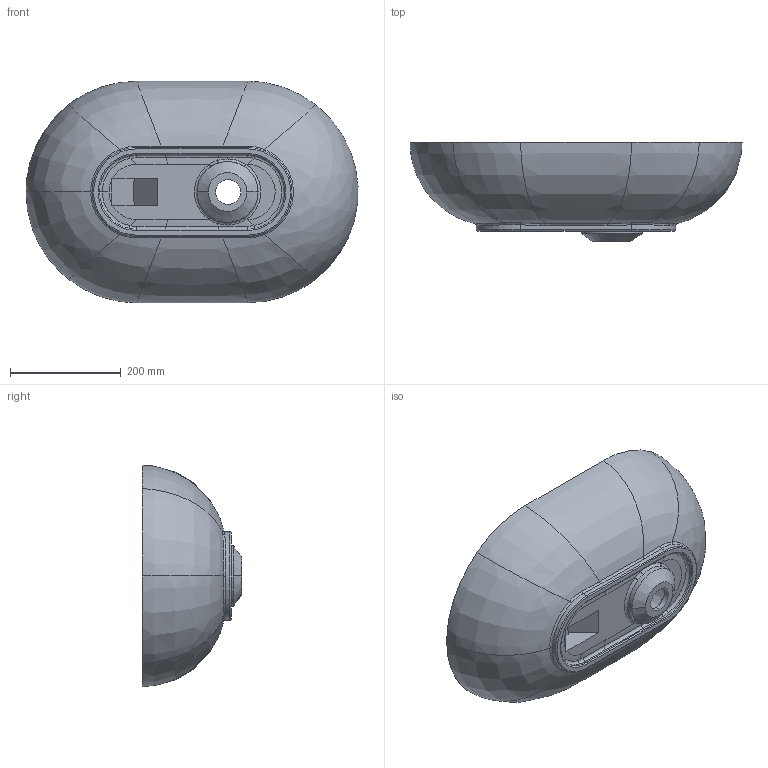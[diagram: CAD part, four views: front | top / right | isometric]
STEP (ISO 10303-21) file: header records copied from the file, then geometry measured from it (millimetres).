
FILE_DESCRIPTION((''),'2;1');
FILE_NAME('VILLA_600_V2','2019-04-18T15:46:02',('IPelchen'),(''),'CREO PARAMETRIC BY PTC INC, 2018190','CREO PARAMETRIC BY PTC INC, 2018190','');
FILE_SCHEMA(('CONFIG_CONTROL_DESIGN'));
Length unit declared in the file: millimetre
Products named in the file (1): VILLA_600_V2
Bounding box: 599.72 x 179 x 400 mm (x, y, z)
Volume: 10460006.1 mm3; surface area: 789426 mm2
Topology: 1 solids, 2 shells, 162 faces, 384 edges, 228 vertices
Faces by surface type: bspline 113, plane 19, cylinder 12, torus 12, cone 6
Entity records: 13671 total; most frequent: CARTESIAN_POINT 10704, ORIENTED_EDGE 768, EDGE_CURVE 384, DIRECTION 359, B_SPLINE_CURVE_WITH_KNOTS 231, VERTEX_POINT 228, EDGE_LOOP 166, FACE_OUTER_BOUND 162
